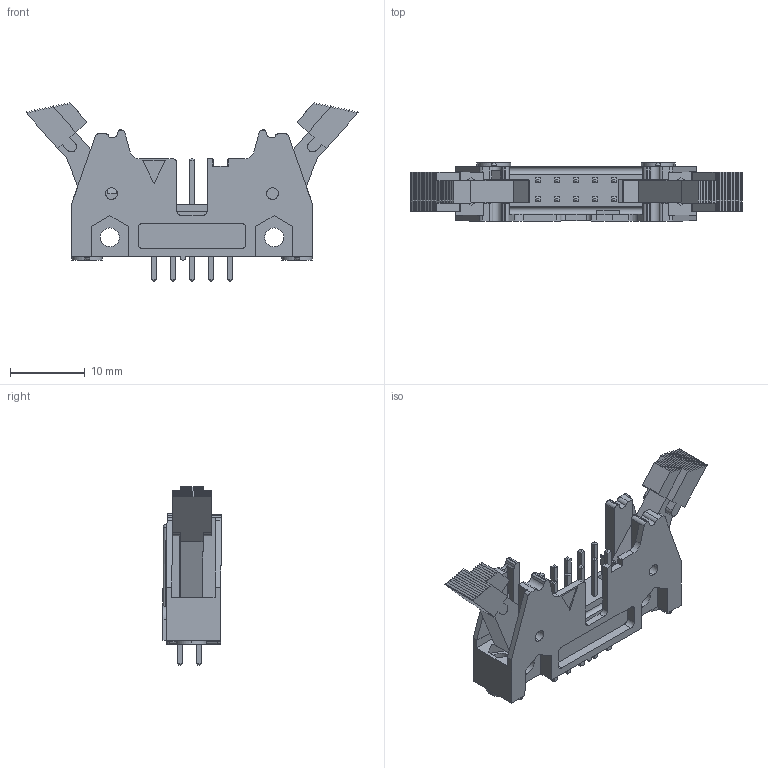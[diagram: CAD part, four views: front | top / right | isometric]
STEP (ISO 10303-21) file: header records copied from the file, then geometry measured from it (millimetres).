
FILE_DESCRIPTION (( 'STEP AP203' ), '1' );
FILE_NAME ('User Library-N3793-2202RB.STEP', '2022-04-05T20:39:52', ( '' ), ( '' ), 'SwSTEP 2.0', 'SolidWorks 2021', '' );
FILE_SCHEMA (( 'CONFIG_CONTROL_DESIGN' ));
Length unit declared in the file: millimetre
Products named in the file (3): 3793-200XXX; short-latch-01; User Library-N3793-2202RB
Assembly tree (3 placements, depth 2):
  User Library-N3793-2202RB
    3793-200XXX
    short-latch-01  x2
Bounding box: 44.4 x 7.8 x 23.91 mm (x, y, z)
Volume: 2149.8 mm3; surface area: 3213.7 mm2
Topology: 3 solids, 3 shells, 538 faces, 1405 edges, 891 vertices
Faces by surface type: plane 432, cylinder 100, sphere 6
Entity records: 14259 total; most frequent: CARTESIAN_POINT 2484, ORIENTED_EDGE 2390, DIRECTION 2310, EDGE_CURVE 1195, VECTOR 1004, LINE 1004, VERTEX_POINT 755, AXIS2_PLACEMENT_3D 653
